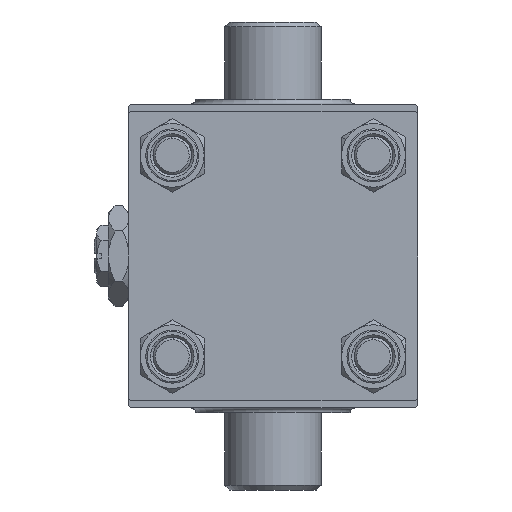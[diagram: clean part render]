
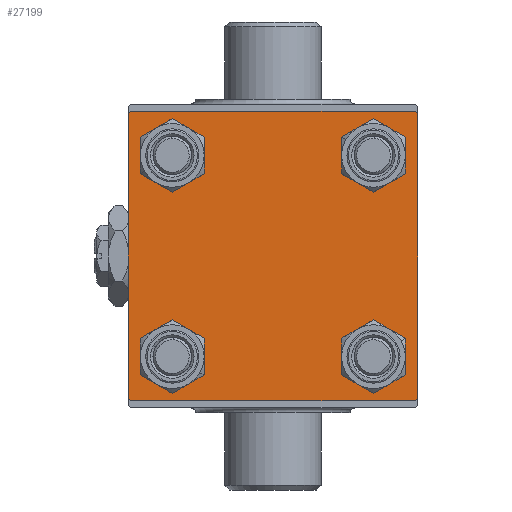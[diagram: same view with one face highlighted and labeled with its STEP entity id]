
A CAD part, left-side view. The second image highlights one B-rep face of the part: STEP entity #27199.
In plain terms, the highlighted planar face has unit normal (-1, 0, 0).
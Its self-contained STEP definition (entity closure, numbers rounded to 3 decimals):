
#361 = CIRCLE ( 'NONE', #26736, 4.5 ) ;
#592 = VERTEX_POINT ( 'NONE', #16790 ) ;
#859 = AXIS2_PLACEMENT_3D ( 'NONE', #26361, #37119, #13865 ) ;
#1369 = ORIENTED_EDGE ( 'NONE', *, *, #15191, .F. ) ;
#1449 = CARTESIAN_POINT ( 'NONE',  ( 0., 0., 0. ) ) ;
#1642 = LINE ( 'NONE', #17935, #18535 ) ;
#1787 = VERTEX_POINT ( 'NONE', #49351 ) ;
#1936 = DIRECTION ( 'NONE',  ( -1., 0., 0. ) ) ;
#2278 = CARTESIAN_POINT ( 'NONE',  ( 0., -20.85, -20.85 ) ) ;
#2655 = CARTESIAN_POINT ( 'NONE',  ( 0., 20.85, -20.85 ) ) ;
#2974 = CARTESIAN_POINT ( 'NONE',  ( 0., 29.75, 29.75 ) ) ;
#4489 = EDGE_CURVE ( 'NONE', #15262, #32011, #36737, .T. ) ;
#5204 = LINE ( 'NONE', #20503, #31403 ) ;
#5695 = FACE_BOUND ( 'NONE', #29241, .T. ) ;
#5770 = VERTEX_POINT ( 'NONE', #29106 ) ;
#5848 = EDGE_CURVE ( 'NONE', #15262, #37392, #17864, .T. ) ;
#6472 = VERTEX_POINT ( 'NONE', #39612 ) ;
#6771 = DIRECTION ( 'NONE',  ( 0., -1., 0. ) ) ;
#8283 = DIRECTION ( 'NONE',  ( 1., 0., 0. ) ) ;
#8734 = DIRECTION ( 'NONE',  ( 0., 0., 1. ) ) ;
#8741 = CARTESIAN_POINT ( 'NONE',  ( 0., -29.5, -30. ) ) ;
#9235 = CIRCLE ( 'NONE', #49155, 4.5 ) ;
#9775 = VECTOR ( 'NONE', #6771, 1000. ) ;
#9956 = FACE_BOUND ( 'NONE', #33534, .T. ) ;
#10185 = DIRECTION ( 'NONE',  ( 1., 0., 0. ) ) ;
#11165 = VERTEX_POINT ( 'NONE', #45575 ) ;
#11286 = EDGE_CURVE ( 'NONE', #49402, #32011, #25471, .T. ) ;
#11534 = DIRECTION ( 'NONE',  ( 0., 0., 1. ) ) ;
#11594 = CARTESIAN_POINT ( 'NONE',  ( 0., -29.5, 30. ) ) ;
#11648 = AXIS2_PLACEMENT_3D ( 'NONE', #44603, #37580, #17604 ) ;
#12728 = PLANE ( 'NONE',  #26107 ) ;
#13069 = ORIENTED_EDGE ( 'NONE', *, *, #36972, .T. ) ;
#13174 = VERTEX_POINT ( 'NONE', #43195 ) ;
#13231 = EDGE_CURVE ( 'NONE', #1787, #27668, #1642, .T. ) ;
#13329 = DIRECTION ( 'NONE',  ( 1., 0., 0. ) ) ;
#13456 = CARTESIAN_POINT ( 'NONE',  ( 0., 20.85, -16.35 ) ) ;
#13700 = DIRECTION ( 'NONE',  ( 0., -0.707, 0.707 ) ) ;
#13771 = DIRECTION ( 'NONE',  ( 0., 0., 1. ) ) ;
#13865 = DIRECTION ( 'NONE',  ( 0., 0., 1. ) ) ;
#14010 = EDGE_CURVE ( 'NONE', #27668, #49402, #26297, .T. ) ;
#14676 = ORIENTED_EDGE ( 'NONE', *, *, #4489, .F. ) ;
#15191 = EDGE_CURVE ( 'NONE', #6472, #37392, #5204, .T. ) ;
#15262 = VERTEX_POINT ( 'NONE', #40988 ) ;
#16233 = LINE ( 'NONE', #43241, #18269 ) ;
#16282 = CARTESIAN_POINT ( 'NONE',  ( 0., -30., -29.5 ) ) ;
#16394 = VERTEX_POINT ( 'NONE', #42717 ) ;
#16790 = CARTESIAN_POINT ( 'NONE',  ( 0., -20.85, -16.35 ) ) ;
#16888 = DIRECTION ( 'NONE',  ( 1., 0., 0. ) ) ;
#16994 = ORIENTED_EDGE ( 'NONE', *, *, #43578, .T. ) ;
#17604 = DIRECTION ( 'NONE',  ( 0., 0., 1. ) ) ;
#17649 = CARTESIAN_POINT ( 'NONE',  ( 0., 20.85, -25.35 ) ) ;
#17864 = LINE ( 'NONE', #22105, #19217 ) ;
#17935 = CARTESIAN_POINT ( 'NONE',  ( 0., 29.75, -29.75 ) ) ;
#18269 = VECTOR ( 'NONE', #42991, 1000. ) ;
#18429 = ORIENTED_EDGE ( 'NONE', *, *, #40493, .T. ) ;
#18535 = VECTOR ( 'NONE', #43938, 1000. ) ;
#18784 = CARTESIAN_POINT ( 'NONE',  ( 0., 30., -30. ) ) ;
#18926 = EDGE_CURVE ( 'NONE', #37267, #16394, #25961, .T. ) ;
#19217 = VECTOR ( 'NONE', #32859, 1000. ) ;
#20089 = EDGE_LOOP ( 'NONE', ( #33646, #18429 ) ) ;
#20383 = DIRECTION ( 'NONE',  ( 0., 0., 1. ) ) ;
#20442 = EDGE_LOOP ( 'NONE', ( #32828, #32573, #44296, #48431, #14676, #26939, #1369, #40800 ) ) ;
#20503 = CARTESIAN_POINT ( 'NONE',  ( 0., 30., 30. ) ) ;
#20658 = AXIS2_PLACEMENT_3D ( 'NONE', #2655, #10185, #25463 ) ;
#20988 = FACE_OUTER_BOUND ( 'NONE', #20442, .T. ) ;
#21776 = EDGE_CURVE ( 'NONE', #49389, #11165, #23643, .T. ) ;
#22105 = CARTESIAN_POINT ( 'NONE',  ( 0., -29.75, 29.75 ) ) ;
#22998 = EDGE_CURVE ( 'NONE', #47877, #41341, #361, .T. ) ;
#23610 = EDGE_CURVE ( 'NONE', #592, #5770, #33238, .T. ) ;
#23643 = CIRCLE ( 'NONE', #41987, 4.5 ) ;
#24752 = FACE_BOUND ( 'NONE', #20089, .T. ) ;
#24994 = DIRECTION ( 'NONE',  ( 0., 0., 1. ) ) ;
#25447 = CIRCLE ( 'NONE', #20658, 4.5 ) ;
#25463 = DIRECTION ( 'NONE',  ( 0., 0., 1. ) ) ;
#25471 = LINE ( 'NONE', #25960, #48031 ) ;
#25489 = DIRECTION ( 'NONE',  ( 0., -1., 0. ) ) ;
#25765 = EDGE_CURVE ( 'NONE', #16394, #37267, #9235, .T. ) ;
#25960 = CARTESIAN_POINT ( 'NONE',  ( 0., -29.75, -29.75 ) ) ;
#25961 = CIRCLE ( 'NONE', #31538, 4.5 ) ;
#26107 = AXIS2_PLACEMENT_3D ( 'NONE', #1449, #1936, #24994 ) ;
#26149 = ORIENTED_EDGE ( 'NONE', *, *, #21776, .T. ) ;
#26297 = LINE ( 'NONE', #18784, #9775 ) ;
#26361 = CARTESIAN_POINT ( 'NONE',  ( 0., -20.85, 20.85 ) ) ;
#26449 = CARTESIAN_POINT ( 'NONE',  ( 0., 20.85, -20.85 ) ) ;
#26736 = AXIS2_PLACEMENT_3D ( 'NONE', #26449, #41703, #13771 ) ;
#26939 = ORIENTED_EDGE ( 'NONE', *, *, #5848, .T. ) ;
#27199 = ADVANCED_FACE ( 'NONE', ( #9956, #24752, #43508, #5695, #20988 ), #12728, .T. ) ;
#27668 = VERTEX_POINT ( 'NONE', #49407 ) ;
#27759 = CARTESIAN_POINT ( 'NONE',  ( 0., -20.85, 25.35 ) ) ;
#28995 = CARTESIAN_POINT ( 'NONE',  ( 0., -30., 30. ) ) ;
#29106 = CARTESIAN_POINT ( 'NONE',  ( 0., -20.85, -25.35 ) ) ;
#29241 = EDGE_LOOP ( 'NONE', ( #33545, #42203 ) ) ;
#30266 = LINE ( 'NONE', #2974, #49386 ) ;
#31403 = VECTOR ( 'NONE', #25489, 1000. ) ;
#31538 = AXIS2_PLACEMENT_3D ( 'NONE', #46902, #16888, #20383 ) ;
#32011 = VERTEX_POINT ( 'NONE', #16282 ) ;
#32274 = DIRECTION ( 'NONE',  ( 1., 0., 0. ) ) ;
#32573 = ORIENTED_EDGE ( 'NONE', *, *, #13231, .T. ) ;
#32600 = VECTOR ( 'NONE', #40751, 1000. ) ;
#32828 = ORIENTED_EDGE ( 'NONE', *, *, #33888, .T. ) ;
#32859 = DIRECTION ( 'NONE',  ( 0., 0.707, 0.707 ) ) ;
#33086 = DIRECTION ( 'NONE',  ( 0., 0., 1. ) ) ;
#33238 = CIRCLE ( 'NONE', #11648, 4.5 ) ;
#33534 = EDGE_LOOP ( 'NONE', ( #26149, #16994 ) ) ;
#33545 = ORIENTED_EDGE ( 'NONE', *, *, #18926, .T. ) ;
#33646 = ORIENTED_EDGE ( 'NONE', *, *, #23610, .T. ) ;
#33888 = EDGE_CURVE ( 'NONE', #13174, #1787, #16233, .T. ) ;
#34604 = EDGE_CURVE ( 'NONE', #6472, #13174, #30266, .T. ) ;
#35227 = CIRCLE ( 'NONE', #859, 4.5 ) ;
#35662 = CARTESIAN_POINT ( 'NONE',  ( 0., 20.85, 25.35 ) ) ;
#36737 = LINE ( 'NONE', #28995, #32600 ) ;
#36972 = EDGE_CURVE ( 'NONE', #41341, #47877, #25447, .T. ) ;
#37119 = DIRECTION ( 'NONE',  ( 1., 0., 0. ) ) ;
#37267 = VERTEX_POINT ( 'NONE', #35662 ) ;
#37392 = VERTEX_POINT ( 'NONE', #11594 ) ;
#37580 = DIRECTION ( 'NONE',  ( 1., 0., 0. ) ) ;
#38000 = DIRECTION ( 'NONE',  ( 0., 0.707, -0.707 ) ) ;
#39111 = AXIS2_PLACEMENT_3D ( 'NONE', #2278, #13329, #33086 ) ;
#39612 = CARTESIAN_POINT ( 'NONE',  ( 0., 29.5, 30. ) ) ;
#40493 = EDGE_CURVE ( 'NONE', #5770, #592, #47898, .T. ) ;
#40751 = DIRECTION ( 'NONE',  ( 0., 0., -1. ) ) ;
#40800 = ORIENTED_EDGE ( 'NONE', *, *, #34604, .T. ) ;
#40988 = CARTESIAN_POINT ( 'NONE',  ( 0., -30., 29.5 ) ) ;
#41187 = EDGE_LOOP ( 'NONE', ( #45223, #13069 ) ) ;
#41341 = VERTEX_POINT ( 'NONE', #17649 ) ;
#41703 = DIRECTION ( 'NONE',  ( 1., 0., 0. ) ) ;
#41987 = AXIS2_PLACEMENT_3D ( 'NONE', #42523, #32274, #8734 ) ;
#42203 = ORIENTED_EDGE ( 'NONE', *, *, #25765, .T. ) ;
#42523 = CARTESIAN_POINT ( 'NONE',  ( 0., -20.85, 20.85 ) ) ;
#42717 = CARTESIAN_POINT ( 'NONE',  ( 0., 20.85, 16.35 ) ) ;
#42991 = DIRECTION ( 'NONE',  ( 0., 0., -1. ) ) ;
#43195 = CARTESIAN_POINT ( 'NONE',  ( 0., 30., 29.5 ) ) ;
#43241 = CARTESIAN_POINT ( 'NONE',  ( 0., 30., 30. ) ) ;
#43508 = FACE_BOUND ( 'NONE', #41187, .T. ) ;
#43578 = EDGE_CURVE ( 'NONE', #11165, #49389, #35227, .T. ) ;
#43938 = DIRECTION ( 'NONE',  ( 0., -0.707, -0.707 ) ) ;
#44296 = ORIENTED_EDGE ( 'NONE', *, *, #14010, .T. ) ;
#44603 = CARTESIAN_POINT ( 'NONE',  ( 0., -20.85, -20.85 ) ) ;
#45223 = ORIENTED_EDGE ( 'NONE', *, *, #22998, .T. ) ;
#45575 = CARTESIAN_POINT ( 'NONE',  ( 0., -20.85, 16.35 ) ) ;
#46566 = CARTESIAN_POINT ( 'NONE',  ( 0., 20.85, 20.85 ) ) ;
#46902 = CARTESIAN_POINT ( 'NONE',  ( 0., 20.85, 20.85 ) ) ;
#47877 = VERTEX_POINT ( 'NONE', #13456 ) ;
#47898 = CIRCLE ( 'NONE', #39111, 4.5 ) ;
#48031 = VECTOR ( 'NONE', #13700, 1000. ) ;
#48431 = ORIENTED_EDGE ( 'NONE', *, *, #11286, .T. ) ;
#49155 = AXIS2_PLACEMENT_3D ( 'NONE', #46566, #8283, #11534 ) ;
#49351 = CARTESIAN_POINT ( 'NONE',  ( 0., 30., -29.5 ) ) ;
#49386 = VECTOR ( 'NONE', #38000, 1000. ) ;
#49389 = VERTEX_POINT ( 'NONE', #27759 ) ;
#49402 = VERTEX_POINT ( 'NONE', #8741 ) ;
#49407 = CARTESIAN_POINT ( 'NONE',  ( 0., 29.5, -30. ) ) ;
